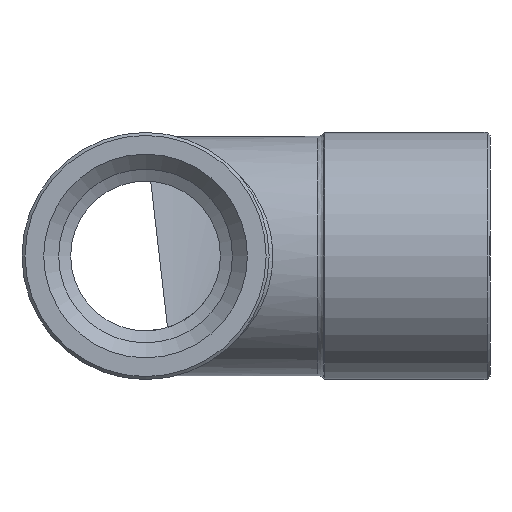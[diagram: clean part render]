
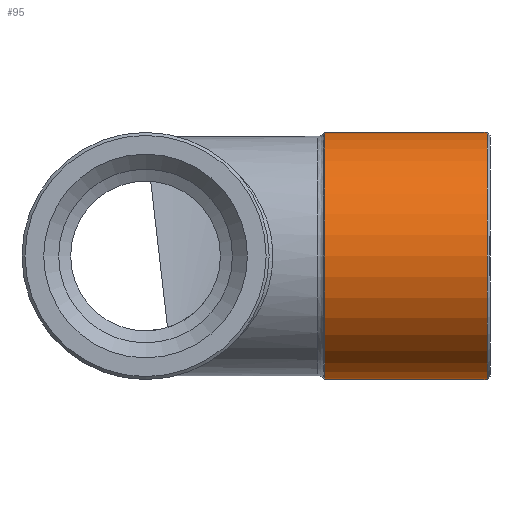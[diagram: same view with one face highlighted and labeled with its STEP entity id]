
A CAD part, left-side view. The second image highlights one B-rep face of the part: STEP entity #95.
In plain terms, the highlighted cylindrical face has radius 8.25 mm (diameter 16.5 mm), a full revolution.
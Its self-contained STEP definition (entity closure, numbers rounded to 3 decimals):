
#95 = ADVANCED_FACE( 'NONE', ( #163, #164 ), #165, .T. );
#163 = FACE_OUTER_BOUND( '', #580, .T. );
#164 = FACE_OUTER_BOUND( '', #581, .T. );
#165 = CYLINDRICAL_SURFACE( '', #582, 8.25 );
#580 = EDGE_LOOP( '', ( #717 ) );
#581 = EDGE_LOOP( '', ( #718 ) );
#582 = AXIS2_PLACEMENT_3D( '', #719, #720, #721 );
#717 = ORIENTED_EDGE( '', *, *, #823, .F. );
#718 = ORIENTED_EDGE( '', *, *, #832, .T. );
#719 = CARTESIAN_POINT( '', ( 0., 5.079, 0. ) );
#720 = DIRECTION( '', ( 0., -1., 0. ) );
#721 = DIRECTION( '', ( -1., 0., 0. ) );
#823 = EDGE_CURVE( 'NONE', #897, #897, #898, .T. );
#832 = EDGE_CURVE( 'NONE', #915, #915, #916, .T. );
#897 = VERTEX_POINT( '', #1099 );
#898 = CIRCLE( '', #1100, 8.25 );
#915 = VERTEX_POINT( '', #1157 );
#916 = CIRCLE( '', #1158, 8.25 );
#1099 = CARTESIAN_POINT( '', ( 0., -11.957, -8.25 ) );
#1100 = AXIS2_PLACEMENT_3D( '', #1256, #1257, #1258 );
#1157 = CARTESIAN_POINT( '', ( -8.25, -22.8, 0. ) );
#1158 = AXIS2_PLACEMENT_3D( '', #1271, #1272, #1273 );
#1256 = CARTESIAN_POINT( '', ( 0., -11.957, 0. ) );
#1257 = DIRECTION( '', ( 0., 1., 0. ) );
#1258 = DIRECTION( '', ( 0., 0., -1. ) );
#1271 = CARTESIAN_POINT( '', ( 0., -22.8, 0. ) );
#1272 = DIRECTION( '', ( 0., 1., 0. ) );
#1273 = DIRECTION( '', ( -1., 0., 0. ) );
